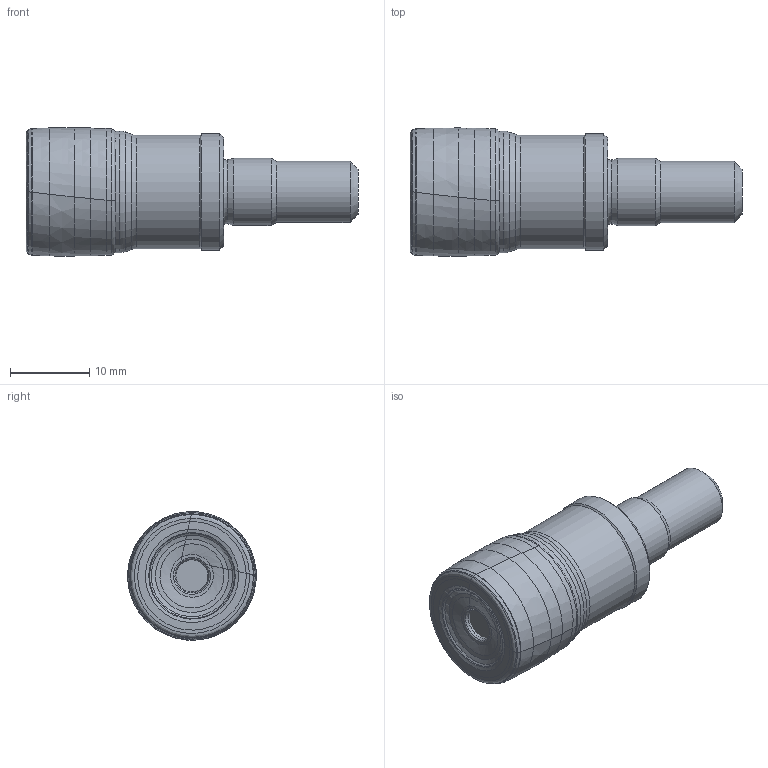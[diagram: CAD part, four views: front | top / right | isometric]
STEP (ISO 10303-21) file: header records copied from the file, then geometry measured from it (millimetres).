
FILE_DESCRIPTION(/* description */ (''),/* implementation_level */ '2;1');
FILE_NAME(/* name */ 'AEM90-BD11T3-D16-M08-L25-Z02-H.stp',/* time_stamp */ '2023-10-19T11:00:17+03:00',/* author */ (''),/* organization */ (''),/* preprocessor_version */ 'ST-DEVELOPER v19.4',/* originating_system */ 'SIEMENS PLM Software NX2306.5001',/* authorisation */ '');
FILE_SCHEMA (('AUTOMOTIVE_DESIGN { 1 0 10303 214 3 1 1 1 }'));
Length unit declared in the file: millimetre
Products named in the file (1): AEM90-BD11T3-D16-M08-L25-Z02-H-LIGHT_x_t_objects
Bounding box: 41.99 x 16.22 x 16.24 mm (x, y, z)
Volume: 7164.4 mm3; surface area: 2898.2 mm2
Topology: 2 solids, 2 shells, 106 faces, 207 edges, 105 vertices
Faces by surface type: bspline 78, cone 11, torus 8, cylinder 5, plane 4
Full cylindrical faces by diameter (mm): 7.75 x1, 8.5 x1, 14.35 x1, 14.75 x1, 15.4 x1
Entity records: 5859 total; most frequent: CARTESIAN_POINT 4168, ORIENTED_EDGE 366, DIRECTION 270, EDGE_CURVE 183, AXIS2_PLACEMENT_3D 134, EDGE_LOOP 132, ADVANCED_FACE 106, VERTEX_POINT 105
